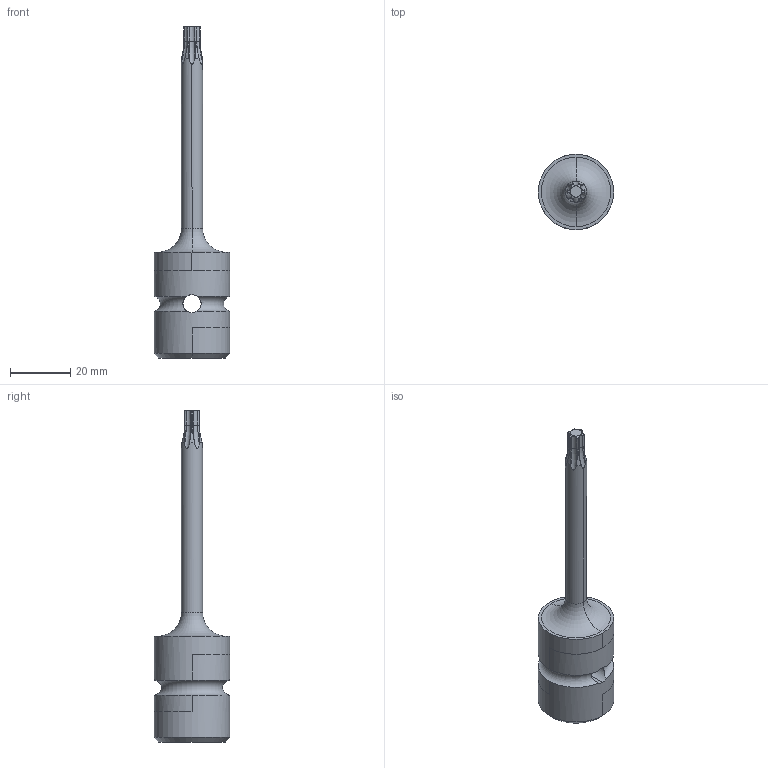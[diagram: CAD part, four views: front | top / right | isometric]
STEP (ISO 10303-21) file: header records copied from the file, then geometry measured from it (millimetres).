
FILE_DESCRIPTION((''),'2;1');
FILE_NAME('4027133030','2023-08-22T11:18:44',('A00565553'),(''),'CREO PARAMETRIC BY PTC INC, 2022414','CREO PARAMETRIC BY PTC INC, 2022414','');
FILE_SCHEMA(('CONFIG_CONTROL_DESIGN','GEOMETRIC_VALIDATION_PROPERTIES_MIM'));
Length unit declared in the file: millimetre
Products named in the file (1): 4027133030
Bounding box: 25 x 25 x 110 mm (x, y, z)
Volume: 13982.8 mm3; surface area: 6693.3 mm2
Topology: 1 solids, 1 shells, 93 faces, 263 edges, 164 vertices
Faces by surface type: cylinder 41, torus 28, cone 16, plane 8
Entity records: 3639 total; most frequent: CARTESIAN_POINT 1234, ORIENTED_EDGE 510, DIRECTION 456, EDGE_CURVE 255, AXIS2_PLACEMENT_3D 194, VERTEX_POINT 164, CIRCLE 101, EDGE_LOOP 97
